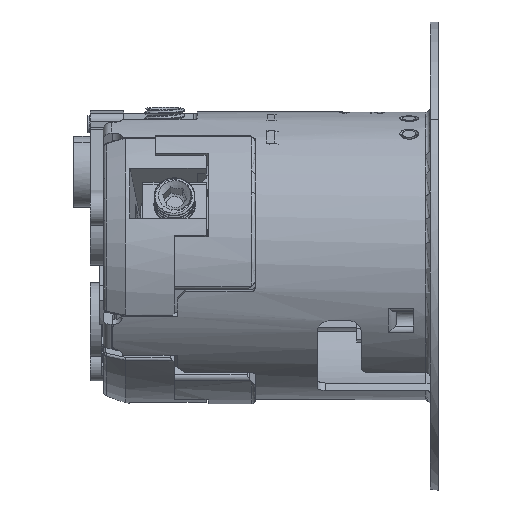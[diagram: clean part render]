
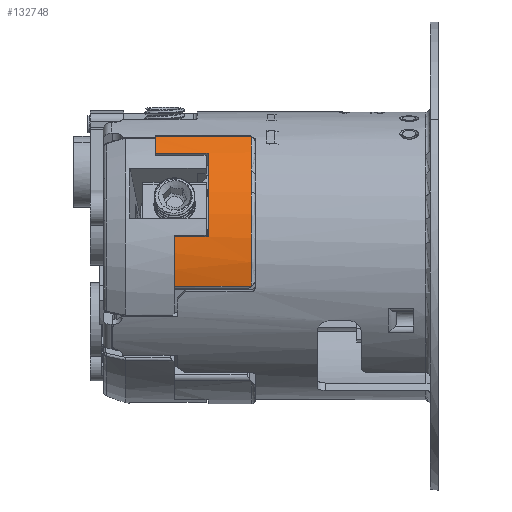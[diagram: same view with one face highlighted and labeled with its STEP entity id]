
A CAD part, front view. The second image highlights one B-rep face of the part: STEP entity #132748.
In plain terms, the highlighted cylindrical face has radius 28.169 mm (diameter 56.337 mm), a partial arc.
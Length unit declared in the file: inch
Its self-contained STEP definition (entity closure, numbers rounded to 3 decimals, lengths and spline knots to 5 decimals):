
#1863 = EDGE_CURVE ( 'NONE', #129285, #76431, #122024, .T. ) ;
#2729 = CARTESIAN_POINT ( 'NONE',  ( -0.68566, -1.08536, -0.22777 ) ) ;
#3680 = CARTESIAN_POINT ( 'NONE',  ( -0.83066, 0., 0. ) ) ;
#4279 = CARTESIAN_POINT ( 'NONE',  ( -0.11266, -1.08536, -0.22777 ) ) ;
#14308 = DIRECTION ( 'NONE',  ( 1., 0., 0. ) ) ;
#14661 = EDGE_CURVE ( 'NONE', #62819, #129285, #138701, .T. ) ;
#17087 = ORIENTED_EDGE ( 'NONE', *, *, #1863, .F. ) ;
#19190 = EDGE_CURVE ( 'NONE', #62819, #103753, #127653, .T. ) ;
#19796 = DIRECTION ( 'NONE',  ( -1., 0., 0. ) ) ;
#22323 = ORIENTED_EDGE ( 'NONE', *, *, #19190, .T. ) ;
#24382 = CARTESIAN_POINT ( 'NONE',  ( -0.11266, 0., 0. ) ) ;
#25864 = EDGE_CURVE ( 'NONE', #40702, #98164, #115511, .T. ) ;
#35387 = CARTESIAN_POINT ( 'NONE',  ( -0.68566, -1.08536, -0.22777 ) ) ;
#35782 = AXIS2_PLACEMENT_3D ( 'NONE', #102719, #125138, #113691 ) ;
#39426 = CARTESIAN_POINT ( 'NONE',  ( -0.68566, -1.09996, 0.14131 ) ) ;
#40702 = VERTEX_POINT ( 'NONE', #131839 ) ;
#43400 = FACE_OUTER_BOUND ( 'NONE', #76345, .T. ) ;
#43431 = DIRECTION ( 'NONE',  ( 1., 0., 0. ) ) ;
#48897 = ORIENTED_EDGE ( 'NONE', *, *, #14661, .F. ) ;
#50362 = CARTESIAN_POINT ( 'NONE',  ( -0.68566, 0., 0. ) ) ;
#52117 = ORIENTED_EDGE ( 'NONE', *, *, #106560, .F. ) ;
#54594 = VECTOR ( 'NONE', #104568, 39.37008 ) ;
#59168 = CARTESIAN_POINT ( 'NONE',  ( -0.43566, -1.09996, 0.14131 ) ) ;
#59647 = LINE ( 'NONE', #2729, #54594 ) ;
#62819 = VERTEX_POINT ( 'NONE', #111883 ) ;
#64913 = CARTESIAN_POINT ( 'NONE',  ( -0.83066, -0.80205, 0.7659 ) ) ;
#65190 = CARTESIAN_POINT ( 'NONE',  ( -0.83066, -0.80205, 0.7659 ) ) ;
#65254 = AXIS2_PLACEMENT_3D ( 'NONE', #105867, #19796, #127800 ) ;
#65497 = AXIS2_PLACEMENT_3D ( 'NONE', #24382, #14308, #123311 ) ;
#67401 = CIRCLE ( 'NONE', #65497, 1.109 ) ;
#67602 = DIRECTION ( 'NONE',  ( 1., 0., 0. ) ) ;
#68230 = DIRECTION ( 'NONE',  ( 0., -0.597, 0.802 ) ) ;
#73332 = DIRECTION ( 'NONE',  ( 1., 0., 0. ) ) ;
#76345 = EDGE_LOOP ( 'NONE', ( #134979, #17087, #48897, #22323, #111082, #52117, #125640, #139060 ) ) ;
#76431 = VERTEX_POINT ( 'NONE', #89097 ) ;
#84149 = CARTESIAN_POINT ( 'NONE',  ( -0.83066, -0.66196, 0.88977 ) ) ;
#89097 = CARTESIAN_POINT ( 'NONE',  ( -0.43566, -0.80205, 0.7659 ) ) ;
#95133 = DIRECTION ( 'NONE',  ( 1., 0., 0. ) ) ;
#98164 = VERTEX_POINT ( 'NONE', #65190 ) ;
#102719 = CARTESIAN_POINT ( 'NONE',  ( -0.84873, 0., 0. ) ) ;
#103381 = CYLINDRICAL_SURFACE ( 'NONE', #35782, 1.109 ) ;
#103753 = VERTEX_POINT ( 'NONE', #35387 ) ;
#104430 = VECTOR ( 'NONE', #67602, 39.37008 ) ;
#104568 = DIRECTION ( 'NONE',  ( 1., 0., 0. ) ) ;
#105867 = CARTESIAN_POINT ( 'NONE',  ( -0.43566, 0., 0. ) ) ;
#105880 = DIRECTION ( 'NONE',  ( 0., -0.992, 0.127 ) ) ;
#106094 = VECTOR ( 'NONE', #43431, 39.37008 ) ;
#106560 = EDGE_CURVE ( 'NONE', #134901, #109203, #67401, .T. ) ;
#109203 = VERTEX_POINT ( 'NONE', #4279 ) ;
#110894 = DIRECTION ( 'NONE',  ( 1., 0., 0. ) ) ;
#111082 = ORIENTED_EDGE ( 'NONE', *, *, #141580, .T. ) ;
#111847 = LINE ( 'NONE', #84149, #127137 ) ;
#111883 = CARTESIAN_POINT ( 'NONE',  ( -0.68566, -1.09996, 0.14131 ) ) ;
#113691 = DIRECTION ( 'NONE',  ( 0., -0.566, 0.824 ) ) ;
#115511 = CIRCLE ( 'NONE', #130078, 1.109 ) ;
#122024 = CIRCLE ( 'NONE', #65254, 1.109 ) ;
#123311 = DIRECTION ( 'NONE',  ( 0., -0.597, 0.802 ) ) ;
#124206 = AXIS2_PLACEMENT_3D ( 'NONE', #50362, #73332, #105880 ) ;
#125138 = DIRECTION ( 'NONE',  ( 1., 0., 0. ) ) ;
#125640 = ORIENTED_EDGE ( 'NONE', *, *, #138356, .F. ) ;
#127137 = VECTOR ( 'NONE', #95133, 39.37008 ) ;
#127653 = CIRCLE ( 'NONE', #124206, 1.109 ) ;
#127800 = DIRECTION ( 'NONE',  ( 0., -0.992, 0.127 ) ) ;
#129285 = VERTEX_POINT ( 'NONE', #59168 ) ;
#130078 = AXIS2_PLACEMENT_3D ( 'NONE', #3680, #110894, #68230 ) ;
#131839 = CARTESIAN_POINT ( 'NONE',  ( -0.83066, -0.66196, 0.88977 ) ) ;
#132748 = ADVANCED_FACE ( 'NONE', ( #43400 ), #103381, .T. ) ;
#133687 = CARTESIAN_POINT ( 'NONE',  ( -0.11266, -0.66196, 0.88977 ) ) ;
#134901 = VERTEX_POINT ( 'NONE', #133687 ) ;
#134979 = ORIENTED_EDGE ( 'NONE', *, *, #141356, .T. ) ;
#135125 = LINE ( 'NONE', #64913, #106094 ) ;
#138356 = EDGE_CURVE ( 'NONE', #40702, #134901, #111847, .T. ) ;
#138701 = LINE ( 'NONE', #39426, #104430 ) ;
#139060 = ORIENTED_EDGE ( 'NONE', *, *, #25864, .T. ) ;
#141356 = EDGE_CURVE ( 'NONE', #98164, #76431, #135125, .T. ) ;
#141580 = EDGE_CURVE ( 'NONE', #103753, #109203, #59647, .T. ) ;
